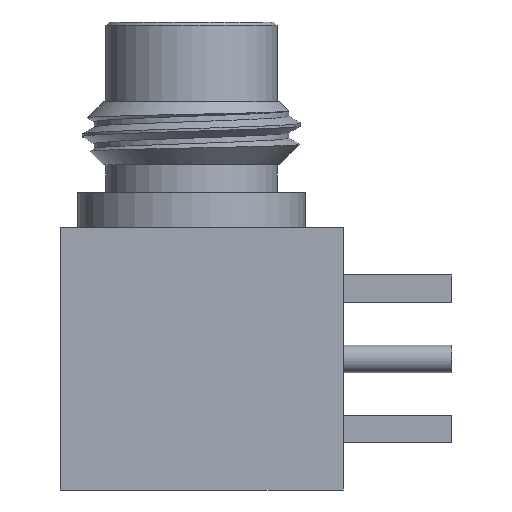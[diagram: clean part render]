
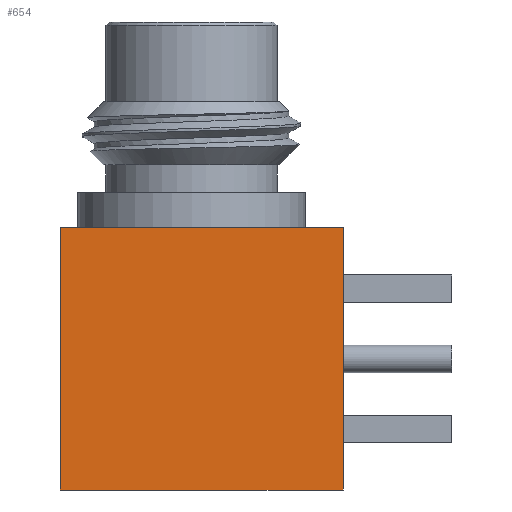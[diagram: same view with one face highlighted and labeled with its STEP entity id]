
A CAD part, left-side view. The second image highlights one B-rep face of the part: STEP entity #654.
In plain terms, the highlighted planar face has unit normal (-1, 0, 0).
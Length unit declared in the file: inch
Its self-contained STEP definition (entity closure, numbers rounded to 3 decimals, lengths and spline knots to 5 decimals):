
#51 = VERTEX_POINT ( 'NONE', #1150 ) ;
#153 = AXIS2_PLACEMENT_3D ( 'NONE', #1674, #1134, #1146 ) ;
#154 = CARTESIAN_POINT ( 'NONE',  ( -0.2025, -0.1875, -0.37422 ) ) ;
#267 = CARTESIAN_POINT ( 'NONE',  ( -0.2025, -0.217, 0.00078 ) ) ;
#423 = ORIENTED_EDGE ( 'NONE', *, *, #1642, .F. ) ;
#515 = VERTEX_POINT ( 'NONE', #267 ) ;
#546 = LINE ( 'NONE', #673, #1845 ) ;
#558 = VERTEX_POINT ( 'NONE', #1371 ) ;
#592 = LINE ( 'NONE', #1215, #1529 ) ;
#654 = ADVANCED_FACE ( 'NONE', ( #1367 ), #1326, .T. ) ;
#673 = CARTESIAN_POINT ( 'NONE',  ( -0.2025, 0.1875, 0.00078 ) ) ;
#827 = EDGE_CURVE ( 'NONE', #1588, #558, #546, .T. ) ;
#879 = EDGE_CURVE ( 'NONE', #51, #1588, #1872, .T. ) ;
#1025 = CARTESIAN_POINT ( 'NONE',  ( -0.2025, 0.1875, -0.37422 ) ) ;
#1134 = DIRECTION ( 'NONE',  ( -1., 0., 0. ) ) ;
#1137 = EDGE_CURVE ( 'NONE', #558, #515, #1986, .T. ) ;
#1138 = VECTOR ( 'NONE', #2310, 39.37008 ) ;
#1146 = DIRECTION ( 'NONE',  ( 0., 0., 1. ) ) ;
#1150 = CARTESIAN_POINT ( 'NONE',  ( -0.2025, -0.217, -0.37422 ) ) ;
#1166 = VECTOR ( 'NONE', #1817, 39.37008 ) ;
#1192 = EDGE_LOOP ( 'NONE', ( #423, #1407, #1692, #1485 ) ) ;
#1215 = CARTESIAN_POINT ( 'NONE',  ( -0.2025, -0.217, 0.00078 ) ) ;
#1326 = PLANE ( 'NONE',  #153 ) ;
#1367 = FACE_OUTER_BOUND ( 'NONE', #1192, .T. ) ;
#1371 = CARTESIAN_POINT ( 'NONE',  ( -0.2025, 0.1875, 0.00078 ) ) ;
#1407 = ORIENTED_EDGE ( 'NONE', *, *, #1137, .F. ) ;
#1446 = CARTESIAN_POINT ( 'NONE',  ( -0.2025, -0.1875, 0.00078 ) ) ;
#1485 = ORIENTED_EDGE ( 'NONE', *, *, #879, .F. ) ;
#1529 = VECTOR ( 'NONE', #2268, 39.37008 ) ;
#1588 = VERTEX_POINT ( 'NONE', #1025 ) ;
#1642 = EDGE_CURVE ( 'NONE', #515, #51, #592, .T. ) ;
#1674 = CARTESIAN_POINT ( 'NONE',  ( -0.2025, 0., 0. ) ) ;
#1692 = ORIENTED_EDGE ( 'NONE', *, *, #827, .F. ) ;
#1817 = DIRECTION ( 'NONE',  ( 0., -1., 0. ) ) ;
#1845 = VECTOR ( 'NONE', #1963, 39.37008 ) ;
#1872 = LINE ( 'NONE', #154, #1138 ) ;
#1963 = DIRECTION ( 'NONE',  ( 0., 0., 1. ) ) ;
#1986 = LINE ( 'NONE', #1446, #1166 ) ;
#2268 = DIRECTION ( 'NONE',  ( 0., 0., -1. ) ) ;
#2310 = DIRECTION ( 'NONE',  ( 0., 1., 0. ) ) ;
